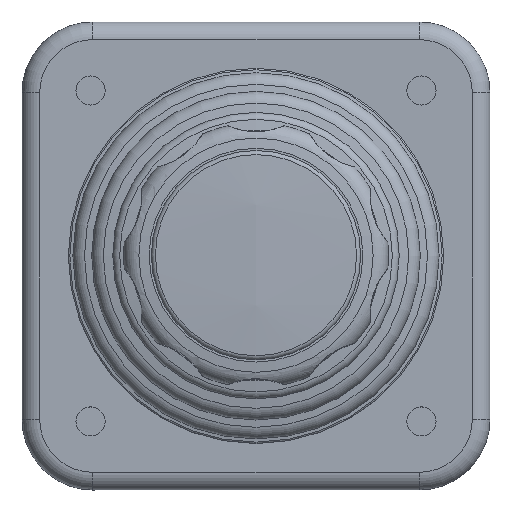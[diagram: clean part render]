
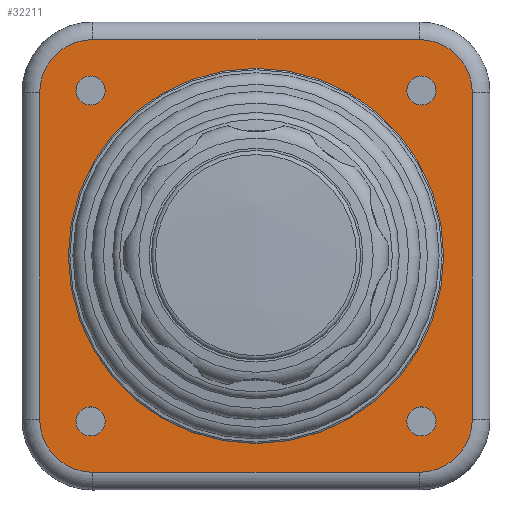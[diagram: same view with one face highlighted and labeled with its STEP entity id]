
A CAD part, top view. The second image highlights one B-rep face of the part: STEP entity #32211.
In plain terms, the highlighted planar face has unit normal (0, 0, 1).
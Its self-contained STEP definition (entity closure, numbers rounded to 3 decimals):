
#1094=CIRCLE('',#34407,1.65);
#1096=CIRCLE('',#34410,1.65);
#1098=CIRCLE('',#34413,1.65);
#1100=CIRCLE('',#34416,1.65);
#1108=CIRCLE('',#34428,21.25);
#1143=CIRCLE('',#34477,6.);
#1146=CIRCLE('',#34482,6.);
#1150=CIRCLE('',#34488,6.);
#1154=CIRCLE('',#34494,6.);
#1243=FACE_BOUND('',#4445,.T.);
#1244=FACE_BOUND('',#4446,.T.);
#1245=FACE_BOUND('',#4447,.T.);
#1246=FACE_BOUND('',#4448,.T.);
#1247=FACE_BOUND('',#4449,.T.);
#2803=FACE_OUTER_BOUND('',#4444,.T.);
#4444=EDGE_LOOP('',(#29155,#29156,#29157,#29158,#29159,#29160,#29161,#29162));
#4445=EDGE_LOOP('',(#29163));
#4446=EDGE_LOOP('',(#29164));
#4447=EDGE_LOOP('',(#29165));
#4448=EDGE_LOOP('',(#29166));
#4449=EDGE_LOOP('',(#29167));
#8283=LINE('',#53009,#12165);
#8285=LINE('',#53021,#12167);
#8287=LINE('',#53033,#12169);
#8289=LINE('',#53042,#12171);
#12165=VECTOR('',#42765,10.);
#12167=VECTOR('',#42779,10.);
#12169=VECTOR('',#42793,10.);
#12171=VECTOR('',#42805,10.);
#15246=VERTEX_POINT('',#52878);
#15248=VERTEX_POINT('',#52884);
#15250=VERTEX_POINT('',#52890);
#15252=VERTEX_POINT('',#52896);
#15260=VERTEX_POINT('',#52919);
#15285=VERTEX_POINT('',#52997);
#15288=VERTEX_POINT('',#53002);
#15290=VERTEX_POINT('',#53007);
#15292=VERTEX_POINT('',#53013);
#15294=VERTEX_POINT('',#53019);
#15296=VERTEX_POINT('',#53025);
#15298=VERTEX_POINT('',#53031);
#15300=VERTEX_POINT('',#53037);
#19856=EDGE_CURVE('',#15246,#15246,#1094,.T.);
#19859=EDGE_CURVE('',#15248,#15248,#1096,.T.);
#19862=EDGE_CURVE('',#15250,#15250,#1098,.T.);
#19865=EDGE_CURVE('',#15252,#15252,#1100,.T.);
#19877=EDGE_CURVE('',#15260,#15260,#1108,.T.);
#19918=EDGE_CURVE('',#15288,#15285,#1143,.T.);
#19920=EDGE_CURVE('',#15290,#15288,#8283,.T.);
#19923=EDGE_CURVE('',#15292,#15290,#1146,.T.);
#19926=EDGE_CURVE('',#15294,#15292,#8285,.T.);
#19929=EDGE_CURVE('',#15296,#15294,#1150,.T.);
#19932=EDGE_CURVE('',#15298,#15296,#8287,.T.);
#19935=EDGE_CURVE('',#15300,#15298,#1154,.T.);
#19937=EDGE_CURVE('',#15285,#15300,#8289,.T.);
#29155=ORIENTED_EDGE('',*,*,#19918,.F.);
#29156=ORIENTED_EDGE('',*,*,#19920,.F.);
#29157=ORIENTED_EDGE('',*,*,#19923,.F.);
#29158=ORIENTED_EDGE('',*,*,#19926,.F.);
#29159=ORIENTED_EDGE('',*,*,#19929,.F.);
#29160=ORIENTED_EDGE('',*,*,#19932,.F.);
#29161=ORIENTED_EDGE('',*,*,#19935,.F.);
#29162=ORIENTED_EDGE('',*,*,#19937,.F.);
#29163=ORIENTED_EDGE('',*,*,#19856,.T.);
#29164=ORIENTED_EDGE('',*,*,#19859,.T.);
#29165=ORIENTED_EDGE('',*,*,#19862,.T.);
#29166=ORIENTED_EDGE('',*,*,#19865,.T.);
#29167=ORIENTED_EDGE('',*,*,#19877,.T.);
#30638=PLANE('',#34503);
#32211=ADVANCED_FACE('',(#2803,#1243,#1244,#1245,#1246,#1247),#30638,.F.);
#34407=AXIS2_PLACEMENT_3D('',#52879,#42606,#42607);
#34410=AXIS2_PLACEMENT_3D('',#52885,#42613,#42614);
#34413=AXIS2_PLACEMENT_3D('',#52891,#42620,#42621);
#34416=AXIS2_PLACEMENT_3D('',#52897,#42627,#42628);
#34428=AXIS2_PLACEMENT_3D('',#52921,#42655,#42656);
#34477=AXIS2_PLACEMENT_3D('',#53004,#42759,#42760);
#34482=AXIS2_PLACEMENT_3D('',#53015,#42771,#42772);
#34488=AXIS2_PLACEMENT_3D('',#53027,#42785,#42786);
#34494=AXIS2_PLACEMENT_3D('',#53039,#42799,#42800);
#34503=AXIS2_PLACEMENT_3D('',#53062,#42826,#42827);
#42606=DIRECTION('center_axis',(0.,0.,
-1.));
#42607=DIRECTION('ref_axis',(0.,1.,0.));
#42613=DIRECTION('center_axis',(0.,0.,
-1.));
#42614=DIRECTION('ref_axis',(1.,0.,0.));
#42620=DIRECTION('center_axis',(0.,0.,
-1.));
#42621=DIRECTION('ref_axis',(0.,-1.,0.));
#42627=DIRECTION('center_axis',(0.,0.,
-1.));
#42628=DIRECTION('ref_axis',(-1.,0.,0.));
#42655=DIRECTION('center_axis',(0.,0.,
-1.));
#42656=DIRECTION('ref_axis',(0.,1.,0.));
#42759=DIRECTION('center_axis',(0.,0.,
-1.));
#42760=DIRECTION('ref_axis',(-0.707,0.707,0.));
#42765=DIRECTION('',(0.,1.,0.));
#42771=DIRECTION('center_axis',(0.,0.,
-1.));
#42772=DIRECTION('ref_axis',(-0.707,-0.707,0.));
#42779=DIRECTION('',(-1.,0.,0.));
#42785=DIRECTION('center_axis',(0.,0.,
-1.));
#42786=DIRECTION('ref_axis',(0.707,-0.707,0.));
#42793=DIRECTION('',(0.,-1.,0.));
#42799=DIRECTION('center_axis',(0.,0.,
-1.));
#42800=DIRECTION('ref_axis',(0.707,0.707,0.));
#42805=DIRECTION('',(1.,0.,0.));
#42826=DIRECTION('center_axis',(0.,0.,
-1.));
#42827=DIRECTION('ref_axis',(1.,0.,0.));
#52878=CARTESIAN_POINT('',(-18.762,17.112,-4.15));
#52879=CARTESIAN_POINT('Origin',(-18.762,18.762,-4.15));
#52884=CARTESIAN_POINT('',(17.065,18.762,-4.15));
#52885=CARTESIAN_POINT('Origin',(18.715,18.762,-4.15));
#52890=CARTESIAN_POINT('',(18.715,-17.065,-4.15));
#52891=CARTESIAN_POINT('Origin',(18.715,-18.715,-4.15));
#52896=CARTESIAN_POINT('',(-17.112,-18.715,-4.15));
#52897=CARTESIAN_POINT('Origin',(-18.762,-18.715,-4.15));
#52919=CARTESIAN_POINT('',(-0.023,-21.227,-4.15));
#52921=CARTESIAN_POINT('Origin',(-0.023,0.023,
-4.15));
#52997=CARTESIAN_POINT('',(-18.523,24.523,-4.15));
#53002=CARTESIAN_POINT('',(-24.523,18.523,-4.15));
#53004=CARTESIAN_POINT('Origin',(-18.523,18.523,-4.15));
#53007=CARTESIAN_POINT('',(-24.523,-18.477,-4.15));
#53009=CARTESIAN_POINT('',(-24.523,9.273,-4.15));
#53013=CARTESIAN_POINT('',(-18.523,-24.477,-4.15));
#53015=CARTESIAN_POINT('Origin',(-18.523,-18.477,-4.15));
#53019=CARTESIAN_POINT('',(18.477,-24.477,-4.15));
#53021=CARTESIAN_POINT('',(-9.273,-24.477,-4.15));
#53025=CARTESIAN_POINT('',(24.477,-18.477,-4.15));
#53027=CARTESIAN_POINT('Origin',(18.477,-18.477,-4.15));
#53031=CARTESIAN_POINT('',(24.477,18.523,-4.15));
#53033=CARTESIAN_POINT('',(24.477,-9.227,-4.15));
#53037=CARTESIAN_POINT('',(18.477,24.523,-4.15));
#53039=CARTESIAN_POINT('Origin',(18.477,18.523,-4.15));
#53042=CARTESIAN_POINT('',(9.227,24.523,-4.15));
#53062=CARTESIAN_POINT('Origin',(-0.023,0.023,
-4.15));
